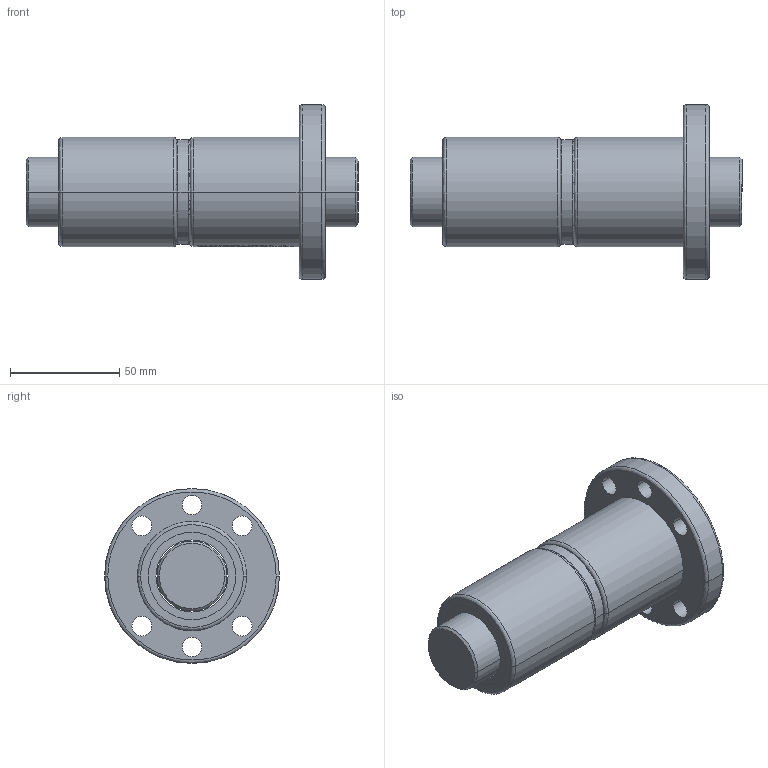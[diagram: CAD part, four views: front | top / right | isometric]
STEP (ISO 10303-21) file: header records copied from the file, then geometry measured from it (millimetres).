
FILE_DESCRIPTION (( 'STEP AP203' ), '1' );
FILE_NAME ('DFU03208.STEP', '2019-04-03T11:50:33', ( '' ), ( '' ), 'SwSTEP 2.0', 'SolidWorks 2015', '' );
FILE_SCHEMA (( 'CONFIG_CONTROL_DESIGN' ));
Length unit declared in the file: millimetre
Products named in the file (1): DFU03208
Bounding box: 152 x 80 x 80 mm (x, y, z)
Volume: 285499.9 mm3; surface area: 65604.2 mm2
Topology: 5 solids, 5 shells, 697 faces, 1930 edges, 1281 vertices
Faces by surface type: plane 608, cylinder 50, bspline 35, cone 4
Entity records: 24588 total; most frequent: CARTESIAN_POINT 8215, ORIENTED_EDGE 3860, DIRECTION 2827, EDGE_CURVE 1930, VERTEX_POINT 1281, LINE 1277, VECTOR 1277, AXIS2_PLACEMENT_3D 775
